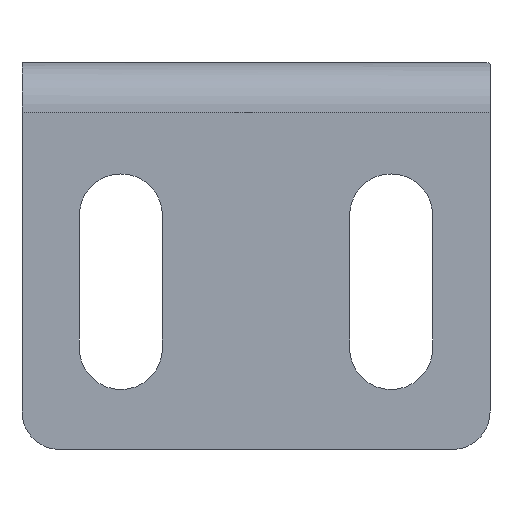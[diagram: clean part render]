
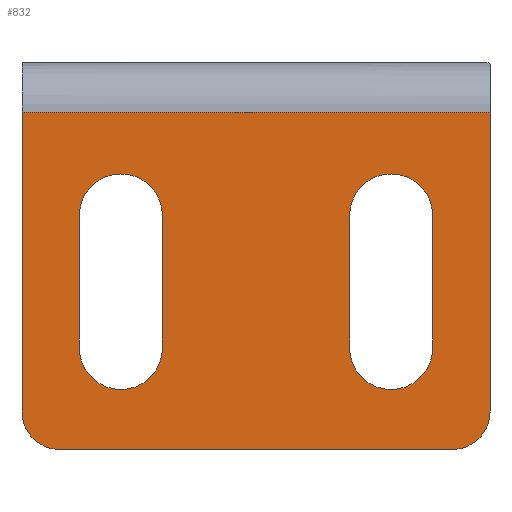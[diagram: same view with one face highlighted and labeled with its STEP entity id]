
A CAD part, left-side view. The second image highlights one B-rep face of the part: STEP entity #832.
In plain terms, the highlighted planar face has unit normal (-1, 0, 0).
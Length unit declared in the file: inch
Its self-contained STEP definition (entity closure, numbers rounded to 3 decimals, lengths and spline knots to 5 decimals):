
#69=DIRECTION('',(0.,0.,-1.));
#70=VECTOR('',#69,0.96);
#71=CARTESIAN_POINT('',(0.,0.,-0.04));
#72=LINE('',#71,#70);
#197=DIRECTION('',(0.,0.,1.));
#198=VECTOR('',#197,0.96);
#199=CARTESIAN_POINT('',(0.,-1.5,-1.));
#200=LINE('',#199,#198);
#254=CARTESIAN_POINT('',(0.,-0.12,-1.));
#255=DIRECTION('',(1.,0.,0.));
#256=DIRECTION('',(0.,0.,-1.));
#257=AXIS2_PLACEMENT_3D('',#254,#255,#256);
#259=DIRECTION('',(0.,1.,0.));
#260=VECTOR('',#259,1.26);
#261=CARTESIAN_POINT('',(0.,-1.38,-1.12));
#262=LINE('',#261,#260);
#267=DIRECTION('',(0.,-1.,0.));
#268=VECTOR('',#267,1.5);
#269=CARTESIAN_POINT('',(0.,0.,-0.04));
#270=LINE('',#269,#268);
#271=CARTESIAN_POINT('',(0.,-0.317,-0.795));
#272=DIRECTION('',(-1.,0.,0.));
#273=DIRECTION('',(0.,1.,0.));
#274=AXIS2_PLACEMENT_3D('',#271,#272,#273);
#276=DIRECTION('',(0.,0.,1.));
#277=VECTOR('',#276,0.425);
#278=CARTESIAN_POINT('',(0.,-0.45,-0.795));
#279=LINE('',#278,#277);
#280=CARTESIAN_POINT('',(0.,-0.317,-0.37));
#281=DIRECTION('',(-1.,0.,0.));
#282=DIRECTION('',(0.,-1.,0.));
#283=AXIS2_PLACEMENT_3D('',#280,#281,#282);
#285=DIRECTION('',(0.,0.,-1.));
#286=VECTOR('',#285,0.425);
#287=CARTESIAN_POINT('',(0.,-0.184,-0.37));
#288=LINE('',#287,#286);
#289=CARTESIAN_POINT('',(0.,-1.183,-0.795));
#290=DIRECTION('',(-1.,0.,0.));
#291=DIRECTION('',(0.,1.,0.));
#292=AXIS2_PLACEMENT_3D('',#289,#290,#291);
#294=DIRECTION('',(0.,0.,1.));
#295=VECTOR('',#294,0.425);
#296=CARTESIAN_POINT('',(0.,-1.316,-0.795));
#297=LINE('',#296,#295);
#298=CARTESIAN_POINT('',(0.,-1.183,-0.37));
#299=DIRECTION('',(-1.,0.,0.));
#300=DIRECTION('',(0.,-1.,0.));
#301=AXIS2_PLACEMENT_3D('',#298,#299,#300);
#303=DIRECTION('',(0.,0.,-1.));
#304=VECTOR('',#303,0.425);
#305=CARTESIAN_POINT('',(0.,-1.05,-0.37));
#306=LINE('',#305,#304);
#311=CARTESIAN_POINT('',(0.,-1.38,-1.));
#312=DIRECTION('',(-1.,0.,0.));
#313=DIRECTION('',(0.,0.,-1.));
#314=AXIS2_PLACEMENT_3D('',#311,#312,#313);
#381=CARTESIAN_POINT('',(0.,-0.184,-0.795));
#382=CARTESIAN_POINT('',(0.,-0.45,-0.795));
#383=VERTEX_POINT('',#381);
#384=VERTEX_POINT('',#382);
#385=CARTESIAN_POINT('',(0.,-0.45,-0.37));
#386=VERTEX_POINT('',#385);
#387=CARTESIAN_POINT('',(0.,-0.184,-0.37));
#388=VERTEX_POINT('',#387);
#397=CARTESIAN_POINT('',(0.,-1.05,-0.795));
#398=CARTESIAN_POINT('',(0.,-1.316,-0.795));
#399=VERTEX_POINT('',#397);
#400=VERTEX_POINT('',#398);
#401=CARTESIAN_POINT('',(0.,-1.316,-0.37));
#402=VERTEX_POINT('',#401);
#403=CARTESIAN_POINT('',(0.,-1.05,-0.37));
#404=VERTEX_POINT('',#403);
#413=CARTESIAN_POINT('',(0.,-0.12,-1.12));
#415=VERTEX_POINT('',#413);
#417=CARTESIAN_POINT('',(0.,0.,-1.));
#419=VERTEX_POINT('',#417);
#438=CARTESIAN_POINT('',(0.,-1.38,-1.12));
#440=VERTEX_POINT('',#438);
#442=CARTESIAN_POINT('',(0.,-1.5,-1.));
#444=VERTEX_POINT('',#442);
#455=CARTESIAN_POINT('',(0.,-1.5,-0.04));
#456=VERTEX_POINT('',#455);
#457=CARTESIAN_POINT('',(0.,0.,-0.04));
#458=VERTEX_POINT('',#457);
#798=CARTESIAN_POINT('',(0.,0.,0.));
#799=DIRECTION('',(-1.,0.,0.));
#800=DIRECTION('',(0.,-1.,0.));
#801=AXIS2_PLACEMENT_3D('',#798,#799,#800);
#802=PLANE('',#801);
#803=ORIENTED_EDGE('',*,*,#543,.T.);
#804=ORIENTED_EDGE('',*,*,#728,.F.);
#806=ORIENTED_EDGE('',*,*,#805,.F.);
#807=ORIENTED_EDGE('',*,*,#789,.T.);
#808=ORIENTED_EDGE('',*,*,#779,.T.);
#809=ORIENTED_EDGE('',*,*,#519,.F.);
#810=EDGE_LOOP('',(#803,#804,#806,#807,#808,#809));
#811=FACE_OUTER_BOUND('',#810,.F.);
#813=ORIENTED_EDGE('',*,*,#812,.T.);
#815=ORIENTED_EDGE('',*,*,#814,.T.);
#817=ORIENTED_EDGE('',*,*,#816,.T.);
#819=ORIENTED_EDGE('',*,*,#818,.T.);
#820=EDGE_LOOP('',(#813,#815,#817,#819));
#821=FACE_BOUND('',#820,.F.);
#823=ORIENTED_EDGE('',*,*,#822,.T.);
#825=ORIENTED_EDGE('',*,*,#824,.T.);
#827=ORIENTED_EDGE('',*,*,#826,.T.);
#829=ORIENTED_EDGE('',*,*,#828,.T.);
#830=EDGE_LOOP('',(#823,#825,#827,#829));
#831=FACE_BOUND('',#830,.F.);
#832=ADVANCED_FACE('',(#811,#821,#831),#802,.T.);
#258=CIRCLE('',#257,0.12);
#275=CIRCLE('',#274,0.133);
#284=CIRCLE('',#283,0.133);
#293=CIRCLE('',#292,0.133);
#302=CIRCLE('',#301,0.133);
#315=CIRCLE('',#314,0.12);
#519=EDGE_CURVE('',#458,#419,#72,.T.);
#543=EDGE_CURVE('',#458,#456,#270,.T.);
#728=EDGE_CURVE('',#444,#456,#200,.T.);
#779=EDGE_CURVE('',#415,#419,#258,.T.);
#789=EDGE_CURVE('',#440,#415,#262,.T.);
#805=EDGE_CURVE('',#440,#444,#315,.T.);
#812=EDGE_CURVE('',#383,#384,#275,.T.);
#814=EDGE_CURVE('',#384,#386,#279,.T.);
#816=EDGE_CURVE('',#386,#388,#284,.T.);
#818=EDGE_CURVE('',#388,#383,#288,.T.);
#822=EDGE_CURVE('',#399,#400,#293,.T.);
#824=EDGE_CURVE('',#400,#402,#297,.T.);
#826=EDGE_CURVE('',#402,#404,#302,.T.);
#828=EDGE_CURVE('',#404,#399,#306,.T.);
